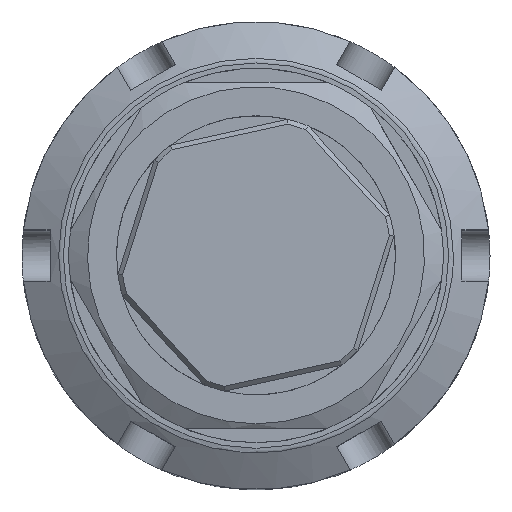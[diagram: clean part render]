
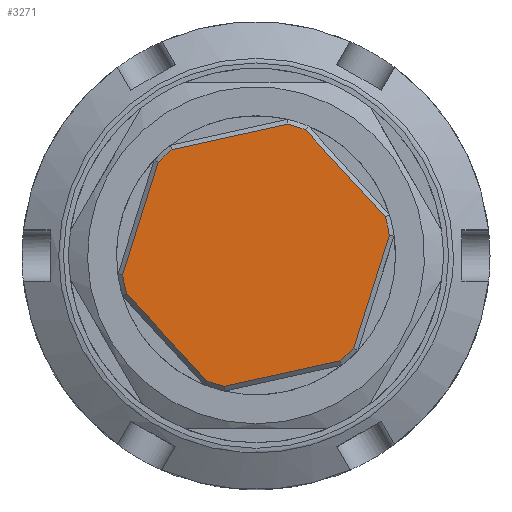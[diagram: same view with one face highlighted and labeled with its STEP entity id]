
A CAD part, top view. The second image highlights one B-rep face of the part: STEP entity #3271.
In plain terms, the highlighted planar face has unit normal (0, 0, 1).
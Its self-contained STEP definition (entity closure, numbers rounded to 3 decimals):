
#96 = DIRECTION ( 'NONE',  ( 0.301, 0.954, 0. ) ) ;
#769 = CIRCLE ( 'NONE', #19542, 14.4 ) ;
#818 = CARTESIAN_POINT ( 'NONE',  ( 6.507, 12.067, 24.088 ) ) ;
#1759 = EDGE_CURVE ( 'NONE', #14206, #3212, #9773, .T. ) ;
#1988 = CARTESIAN_POINT ( 'NONE',  ( 0., 0., 24.088 ) ) ;
#2057 = DIRECTION ( 'NONE',  ( 0., 0., 1. ) ) ;
#2241 = VECTOR ( 'NONE', #9379, 1000. ) ;
#2596 = CARTESIAN_POINT ( 'NONE',  ( 0., 0., 24.088 ) ) ;
#2927 = DIRECTION ( 'NONE',  ( -0.954, 0.301, 0. ) ) ;
#2939 = EDGE_CURVE ( 'NONE', #15760, #13892, #16390, .T. ) ;
#2956 = DIRECTION ( 'NONE',  ( -0.676, 0.737, 0. ) ) ;
#3212 = VERTEX_POINT ( 'NONE', #3540 ) ;
#3233 = DIRECTION ( 'NONE',  ( 0., 0., 1. ) ) ;
#3271 = ADVANCED_FACE ( 'NONE', ( #10402 ), #11870, .T. ) ;
#3304 = CARTESIAN_POINT ( 'NONE',  ( 0., 0., 24.088 ) ) ;
#3343 = DIRECTION ( 'NONE',  ( -0.954, 0.301, 0. ) ) ;
#3540 = CARTESIAN_POINT ( 'NONE',  ( -8.951, 11.28, 24.088 ) ) ;
#3754 = DIRECTION ( 'NONE',  ( -0.301, -0.954, 0. ) ) ;
#3758 = VERTEX_POINT ( 'NONE', #5766 ) ;
#3805 = VECTOR ( 'NONE', #18191, 1000. ) ;
#4049 = ORIENTED_EDGE ( 'NONE', *, *, #7362, .T. ) ;
#4346 = CARTESIAN_POINT ( 'NONE',  ( -3.345, -14.006, 24.088 ) ) ;
#4604 = VECTOR ( 'NONE', #3754, 1000. ) ;
#5108 = VERTEX_POINT ( 'NONE', #9847 ) ;
#5148 = ORIENTED_EDGE ( 'NONE', *, *, #2939, .T. ) ;
#5401 = CARTESIAN_POINT ( 'NONE',  ( 10.457, -9.9, 24.088 ) ) ;
#5595 = AXIS2_PLACEMENT_3D ( 'NONE', #2596, #9095, #7567 ) ;
#5766 = CARTESIAN_POINT ( 'NONE',  ( 8.951, -11.28, 24.088 ) ) ;
#5816 = ORIENTED_EDGE ( 'NONE', *, *, #10764, .T. ) ;
#5992 = CARTESIAN_POINT ( 'NONE',  ( -14.244, -2.112, 24.088 ) ) ;
#6191 = VERTEX_POINT ( 'NONE', #17822 ) ;
#6195 = ORIENTED_EDGE ( 'NONE', *, *, #12903, .T. ) ;
#6370 = CIRCLE ( 'NONE', #15376, 14.4 ) ;
#6485 = CARTESIAN_POINT ( 'NONE',  ( 0., 0., 24.088 ) ) ;
#7046 = CARTESIAN_POINT ( 'NONE',  ( -12.588, -5.431, 24.088 ) ) ;
#7362 = EDGE_CURVE ( 'NONE', #20375, #14206, #6370, .T. ) ;
#7567 = DIRECTION ( 'NONE',  ( -0.954, 0.301, 0. ) ) ;
#7778 = CARTESIAN_POINT ( 'NONE',  ( 7.196, -11.669, 24.088 ) ) ;
#8201 = CIRCLE ( 'NONE', #17977, 14.4 ) ;
#8767 = CARTESIAN_POINT ( 'NONE',  ( 5.293, 13.392, 24.088 ) ) ;
#8816 = LINE ( 'NONE', #7046, #3805 ) ;
#9031 = ORIENTED_EDGE ( 'NONE', *, *, #12657, .T. ) ;
#9095 = DIRECTION ( 'NONE',  ( 0., 0., 1. ) ) ;
#9289 = DIRECTION ( 'NONE',  ( -0.954, 0.301, 0. ) ) ;
#9379 = DIRECTION ( 'NONE',  ( 0.976, 0.216, 0. ) ) ;
#9773 = LINE ( 'NONE', #13648, #19429 ) ;
#9847 = CARTESIAN_POINT ( 'NONE',  ( -5.293, -13.392, 24.088 ) ) ;
#10001 = LINE ( 'NONE', #818, #18733 ) ;
#10086 = DIRECTION ( 'NONE',  ( -0.954, 0.301, 0. ) ) ;
#10121 = ORIENTED_EDGE ( 'NONE', *, *, #16086, .T. ) ;
#10278 = EDGE_CURVE ( 'NONE', #13892, #5108, #8816, .T. ) ;
#10402 = FACE_OUTER_BOUND ( 'NONE', #18168, .T. ) ;
#10536 = ORIENTED_EDGE ( 'NONE', *, *, #17381, .T. ) ;
#10764 = EDGE_CURVE ( 'NONE', #6191, #20375, #10001, .T. ) ;
#10846 = EDGE_CURVE ( 'NONE', #5108, #12536, #769, .T. ) ;
#10906 = CIRCLE ( 'NONE', #19571, 14.4 ) ;
#11141 = DIRECTION ( 'NONE',  ( -0.954, 0.301, 0. ) ) ;
#11195 = CARTESIAN_POINT ( 'NONE',  ( 15.057, 4.69, 24.088 ) ) ;
#11870 = PLANE ( 'NONE',  #18842 ) ;
#12469 = AXIS2_PLACEMENT_3D ( 'NONE', #17386, #14236, #2927 ) ;
#12536 = VERTEX_POINT ( 'NONE', #4346 ) ;
#12657 = EDGE_CURVE ( 'NONE', #20014, #6191, #20089, .T. ) ;
#12751 = CARTESIAN_POINT ( 'NONE',  ( 14.244, 2.112, 24.088 ) ) ;
#12903 = EDGE_CURVE ( 'NONE', #3212, #18826, #10906, .T. ) ;
#12936 = VECTOR ( 'NONE', #96, 1000. ) ;
#13064 = EDGE_CURVE ( 'NONE', #18826, #15760, #17859, .T. ) ;
#13332 = CARTESIAN_POINT ( 'NONE',  ( -9.645, 12.477, 24.088 ) ) ;
#13648 = CARTESIAN_POINT ( 'NONE',  ( 1.59, 13.617, 24.088 ) ) ;
#13892 = VERTEX_POINT ( 'NONE', #17393 ) ;
#13929 = ORIENTED_EDGE ( 'NONE', *, *, #15089, .T. ) ;
#14206 = VERTEX_POINT ( 'NONE', #15437 ) ;
#14236 = DIRECTION ( 'NONE',  ( 0., 0., 1. ) ) ;
#14494 = LINE ( 'NONE', #7778, #2241 ) ;
#15089 = EDGE_CURVE ( 'NONE', #12536, #3758, #14494, .T. ) ;
#15376 = AXIS2_PLACEMENT_3D ( 'NONE', #1988, #2057, #10086 ) ;
#15437 = CARTESIAN_POINT ( 'NONE',  ( 3.345, 14.006, 24.088 ) ) ;
#15511 = DIRECTION ( 'NONE',  ( 0., 0., 1. ) ) ;
#15760 = VERTEX_POINT ( 'NONE', #5992 ) ;
#15916 = ORIENTED_EDGE ( 'NONE', *, *, #10278, .T. ) ;
#15925 = ORIENTED_EDGE ( 'NONE', *, *, #1759, .T. ) ;
#16072 = DIRECTION ( 'NONE',  ( 0., 0., 1. ) ) ;
#16086 = EDGE_CURVE ( 'NONE', #3758, #16434, #8201, .T. ) ;
#16390 = CIRCLE ( 'NONE', #12469, 14.4 ) ;
#16434 = VERTEX_POINT ( 'NONE', #5401 ) ;
#16618 = ORIENTED_EDGE ( 'NONE', *, *, #13064, .T. ) ;
#16997 = CARTESIAN_POINT ( 'NONE',  ( -10.457, 9.9, 24.088 ) ) ;
#17281 = DIRECTION ( 'NONE',  ( -0.976, -0.216, 0. ) ) ;
#17381 = EDGE_CURVE ( 'NONE', #16434, #20014, #20354, .T. ) ;
#17386 = CARTESIAN_POINT ( 'NONE',  ( 0., 0., 24.088 ) ) ;
#17393 = CARTESIAN_POINT ( 'NONE',  ( -13.802, -4.106, 24.088 ) ) ;
#17822 = CARTESIAN_POINT ( 'NONE',  ( 13.802, 4.106, 24.088 ) ) ;
#17859 = LINE ( 'NONE', #13332, #4604 ) ;
#17977 = AXIS2_PLACEMENT_3D ( 'NONE', #18873, #15511, #9289 ) ;
#18168 = EDGE_LOOP ( 'NONE', ( #4049, #15925, #6195, #16618, #5148, #15916, #20216, #13929, #10121, #10536, #9031, #5816 ) ) ;
#18191 = DIRECTION ( 'NONE',  ( 0.676, -0.737, 0. ) ) ;
#18396 = DIRECTION ( 'NONE',  ( -0.954, 0.301, 0. ) ) ;
#18733 = VECTOR ( 'NONE', #2956, 1000. ) ;
#18826 = VERTEX_POINT ( 'NONE', #16997 ) ;
#18842 = AXIS2_PLACEMENT_3D ( 'NONE', #20030, #19900, #18396 ) ;
#18873 = CARTESIAN_POINT ( 'NONE',  ( 0., 0., 24.088 ) ) ;
#19429 = VECTOR ( 'NONE', #17281, 1000. ) ;
#19542 = AXIS2_PLACEMENT_3D ( 'NONE', #3304, #3233, #11141 ) ;
#19571 = AXIS2_PLACEMENT_3D ( 'NONE', #6485, #16072, #3343 ) ;
#19900 = DIRECTION ( 'NONE',  ( 0., 0., 1. ) ) ;
#20014 = VERTEX_POINT ( 'NONE', #12751 ) ;
#20030 = CARTESIAN_POINT ( 'NONE',  ( 2.706, 8.584, 24.088 ) ) ;
#20089 = CIRCLE ( 'NONE', #5595, 14.4 ) ;
#20216 = ORIENTED_EDGE ( 'NONE', *, *, #10846, .T. ) ;
#20354 = LINE ( 'NONE', #11195, #12936 ) ;
#20375 = VERTEX_POINT ( 'NONE', #8767 ) ;
